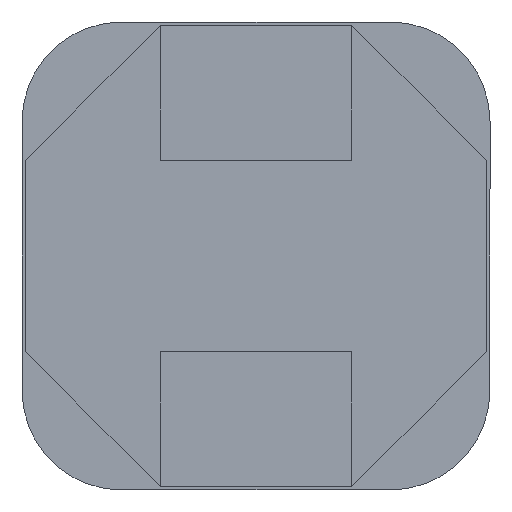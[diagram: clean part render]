
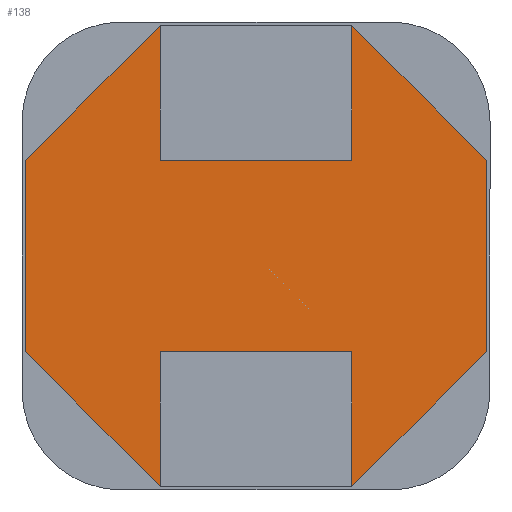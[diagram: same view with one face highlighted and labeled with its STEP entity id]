
A CAD part, front view. The second image highlights one B-rep face of the part: STEP entity #138.
In plain terms, the highlighted planar face has unit normal (0, -1, 0).
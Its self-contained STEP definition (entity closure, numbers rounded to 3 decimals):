
#138 = ADVANCED_FACE ( 'NONE', ( #3119 ), #1477, .T. ) ;
#414 = VECTOR ( 'NONE', #1389, 1000. ) ;
#425 = VECTOR ( 'NONE', #1398, 1000. ) ;
#429 = VECTOR ( 'NONE', #1391, 1000. ) ;
#446 = VECTOR ( 'NONE', #2645, 1000. ) ;
#447 = VECTOR ( 'NONE', #1386, 1000. ) ;
#451 = VECTOR ( 'NONE', #1401, 1000. ) ;
#452 = VECTOR ( 'NONE', #2650, 1000. ) ;
#454 = VECTOR ( 'NONE', #2647, 1000. ) ;
#455 = VECTOR ( 'NONE', #2653, 1000. ) ;
#461 = VECTOR ( 'NONE', #2579, 1000. ) ;
#462 = VECTOR ( 'NONE', #2578, 1000. ) ;
#514 = VECTOR ( 'NONE', #2641, 1000. ) ;
#517 = ORIENTED_EDGE ( 'NONE', *, *, #2318, .T. ) ;
#519 = ORIENTED_EDGE ( 'NONE', *, *, #2316, .T. ) ;
#538 = ORIENTED_EDGE ( 'NONE', *, *, #2313, .T. ) ;
#698 = ORIENTED_EDGE ( 'NONE', *, *, #2308, .T. ) ;
#701 = ORIENTED_EDGE ( 'NONE', *, *, #2310, .T. ) ;
#702 = ORIENTED_EDGE ( 'NONE', *, *, #2305, .T. ) ;
#703 = ORIENTED_EDGE ( 'NONE', *, *, #2301, .T. ) ;
#704 = ORIENTED_EDGE ( 'NONE', *, *, #2319, .T. ) ;
#705 = ORIENTED_EDGE ( 'NONE', *, *, #2320, .T. ) ;
#706 = ORIENTED_EDGE ( 'NONE', *, *, #2304, .T. ) ;
#760 = ORIENTED_EDGE ( 'NONE', *, *, #2312, .T. ) ;
#761 = ORIENTED_EDGE ( 'NONE', *, *, #2311, .T. ) ;
#1017 = LINE ( 'NONE', #2636, #514 ) ;
#1020 = LINE ( 'NONE', #2580, #461 ) ;
#1021 = LINE ( 'NONE', #2589, #462 ) ;
#1024 = LINE ( 'NONE', #2581, #446 ) ;
#1026 = LINE ( 'NONE', #2654, #455 ) ;
#1027 = LINE ( 'NONE', #2651, #454 ) ;
#1028 = LINE ( 'NONE', #2648, #452 ) ;
#1029 = LINE ( 'NONE', #1376, #451 ) ;
#1032 = LINE ( 'NONE', #1380, #447 ) ;
#1034 = LINE ( 'NONE', #1393, #429 ) ;
#1035 = LINE ( 'NONE', #1395, #425 ) ;
#1036 = LINE ( 'NONE', #1384, #414 ) ;
#1116 = VERTEX_POINT ( 'NONE', #1860 ) ;
#1118 = VERTEX_POINT ( 'NONE', #1862 ) ;
#1119 = VERTEX_POINT ( 'NONE', #1854 ) ;
#1120 = VERTEX_POINT ( 'NONE', #1855 ) ;
#1121 = VERTEX_POINT ( 'NONE', #1852 ) ;
#1122 = VERTEX_POINT ( 'NONE', #1853 ) ;
#1123 = VERTEX_POINT ( 'NONE', #1850 ) ;
#1131 = VERTEX_POINT ( 'NONE', #1846 ) ;
#1141 = VERTEX_POINT ( 'NONE', #1874 ) ;
#1150 = VERTEX_POINT ( 'NONE', #1865 ) ;
#1160 = VERTEX_POINT ( 'NONE', #1881 ) ;
#1365 = CARTESIAN_POINT ( 'NONE',  ( 2.5, -0.15, -6. ) ) ;
#1376 = CARTESIAN_POINT ( 'NONE',  ( 2.5, -0.15, -6. ) ) ;
#1380 = CARTESIAN_POINT ( 'NONE',  ( 6., -0.15, -6. ) ) ;
#1384 = CARTESIAN_POINT ( 'NONE',  ( 2.5, -0.15, -6. ) ) ;
#1386 = DIRECTION ( 'NONE',  ( 0., 0., 1. ) ) ;
#1389 = DIRECTION ( 'NONE',  ( 0., 0., -1. ) ) ;
#1391 = DIRECTION ( 'NONE',  ( -0.707, 0., 0.707 ) ) ;
#1393 = CARTESIAN_POINT ( 'NONE',  ( 6., -0.15, 2.5 ) ) ;
#1395 = CARTESIAN_POINT ( 'NONE',  ( -6., -0.15, 2.5 ) ) ;
#1398 = DIRECTION ( 'NONE',  ( -1., 0., 0. ) ) ;
#1401 = DIRECTION ( 'NONE',  ( 0.707, 0., 0.707 ) ) ;
#1473 = DIRECTION ( 'NONE',  ( 0., 0., -1. ) ) ;
#1474 = DIRECTION ( 'NONE',  ( 0., -1., 0. ) ) ;
#1475 = CARTESIAN_POINT ( 'NONE',  ( -6., -0.15, -6. ) ) ;
#1477 = PLANE ( 'NONE',  #1783 ) ;
#1783 = AXIS2_PLACEMENT_3D ( 'NONE', #1475, #1474, #1473 ) ;
#1846 = CARTESIAN_POINT ( 'NONE',  ( -6., -0.15, 2.5 ) ) ;
#1850 = CARTESIAN_POINT ( 'NONE',  ( -6., -0.15, -2.5 ) ) ;
#1852 = CARTESIAN_POINT ( 'NONE',  ( -2.5, -0.15, -2.5 ) ) ;
#1853 = CARTESIAN_POINT ( 'NONE',  ( -2.5, -0.15, 2.5 ) ) ;
#1854 = CARTESIAN_POINT ( 'NONE',  ( 6., -0.15, -2.5 ) ) ;
#1855 = CARTESIAN_POINT ( 'NONE',  ( 2.5, -0.15, -2.5 ) ) ;
#1860 = CARTESIAN_POINT ( 'NONE',  ( 6., -0.15, 2.5 ) ) ;
#1862 = CARTESIAN_POINT ( 'NONE',  ( 2.5, -0.15, 2.5 ) ) ;
#1865 = CARTESIAN_POINT ( 'NONE',  ( 2.5, -0.15, 6. ) ) ;
#1874 = CARTESIAN_POINT ( 'NONE',  ( -2.5, -0.15, 6. ) ) ;
#1881 = CARTESIAN_POINT ( 'NONE',  ( -2.5, -0.15, -6. ) ) ;
#2068 = EDGE_LOOP ( 'NONE', ( #705, #704, #703, #706, #702, #698, #701, #760, #761, #538, #519, #517 ) ) ;
#2301 = EDGE_CURVE ( 'NONE', #1122, #1141, #1017, .T. ) ;
#2304 = EDGE_CURVE ( 'NONE', #1141, #1131, #1020, .T. ) ;
#2305 = EDGE_CURVE ( 'NONE', #1131, #1123, #1021, .T. ) ;
#2308 = EDGE_CURVE ( 'NONE', #1123, #1160, #1024, .T. ) ;
#2310 = EDGE_CURVE ( 'NONE', #1160, #1121, #1026, .T. ) ;
#2311 = EDGE_CURVE ( 'NONE', #1120, #2839, #1027, .T. ) ;
#2312 = EDGE_CURVE ( 'NONE', #1121, #1120, #1028, .T. ) ;
#2313 = EDGE_CURVE ( 'NONE', #2839, #1119, #1029, .T. ) ;
#2316 = EDGE_CURVE ( 'NONE', #1119, #1116, #1032, .T. ) ;
#2318 = EDGE_CURVE ( 'NONE', #1116, #1150, #1034, .T. ) ;
#2319 = EDGE_CURVE ( 'NONE', #1118, #1122, #1035, .T. ) ;
#2320 = EDGE_CURVE ( 'NONE', #1150, #1118, #1036, .T. ) ;
#2578 = DIRECTION ( 'NONE',  ( 0., 0., -1. ) ) ;
#2579 = DIRECTION ( 'NONE',  ( -0.707, 0., -0.707 ) ) ;
#2580 = CARTESIAN_POINT ( 'NONE',  ( -2.5, -0.15, 6. ) ) ;
#2581 = CARTESIAN_POINT ( 'NONE',  ( -6., -0.15, -2.5 ) ) ;
#2589 = CARTESIAN_POINT ( 'NONE',  ( -6., -0.15, -6. ) ) ;
#2636 = CARTESIAN_POINT ( 'NONE',  ( -2.5, -0.15, -6. ) ) ;
#2641 = DIRECTION ( 'NONE',  ( 0., 0., 1. ) ) ;
#2645 = DIRECTION ( 'NONE',  ( 0.707, 0., -0.707 ) ) ;
#2647 = DIRECTION ( 'NONE',  ( 0., 0., -1. ) ) ;
#2648 = CARTESIAN_POINT ( 'NONE',  ( -6., -0.15, -2.5 ) ) ;
#2650 = DIRECTION ( 'NONE',  ( 1., 0., 0. ) ) ;
#2651 = CARTESIAN_POINT ( 'NONE',  ( 2.5, -0.15, -6. ) ) ;
#2653 = DIRECTION ( 'NONE',  ( 0., 0., 1. ) ) ;
#2654 = CARTESIAN_POINT ( 'NONE',  ( -2.5, -0.15, -6. ) ) ;
#2839 = VERTEX_POINT ( 'NONE', #1365 ) ;
#3119 = FACE_OUTER_BOUND ( 'NONE', #2068, .T. ) ;
